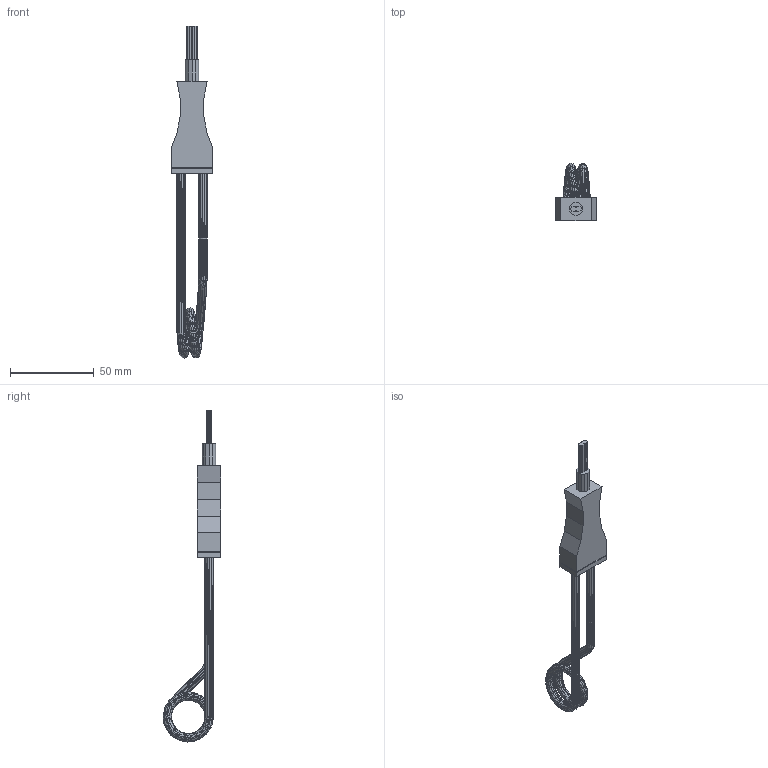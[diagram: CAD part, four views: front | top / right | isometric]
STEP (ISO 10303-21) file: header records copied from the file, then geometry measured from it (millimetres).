
FILE_DESCRIPTION(('FreeCAD Model'),'2;1');
FILE_NAME('Open CASCADE Shape Model','2025-01-29T22:34:22',('Author'),( ''),'Open CASCADE STEP processor 7.6','FreeCAD','Unknown');
FILE_SCHEMA(('AUTOMOTIVE_DESIGN { 1 0 10303 214 1 1 1 1 }'));
Length unit declared in the file: millimetre
Products named in the file (1): Clone001
Bounding box: 25 x 34.45 x 197.97 mm (x, y, z)
Volume: 21469.6 mm3; surface area: 10121.8 mm2
Topology: 1 solids, 1 shells, 1289 faces, 2015 edges, 732 vertices
Faces by surface type: plane 1289
Entity records: 25923 total; most frequent: DIRECTION 4595, CARTESIAN_POINT 4037, ORIENTED_EDGE 4030, EDGE_CURVE 2015, LINE 2015, VECTOR 2015, FACE_BOUND 1295, EDGE_LOOP 1295
